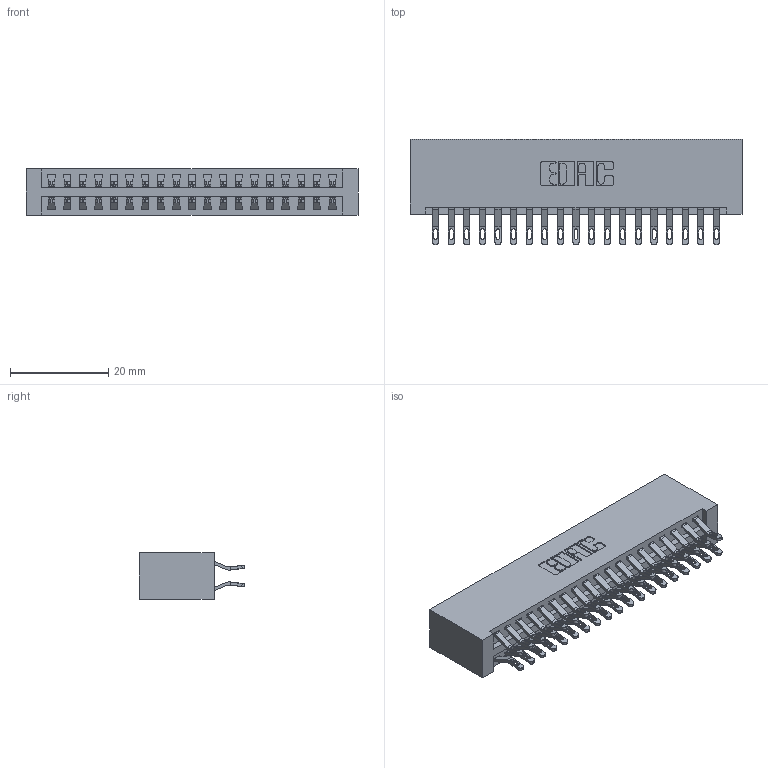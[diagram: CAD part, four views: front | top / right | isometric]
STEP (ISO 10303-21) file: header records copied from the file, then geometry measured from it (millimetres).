
FILE_DESCRIPTION (( 'STEP AP203' ), '1' );
FILE_NAME ('346-038-555-201.STEP', '2022-05-20T00:01:26', ( '' ), ( '' ), 'SwSTEP 2.0', 'SolidWorks 2020', '' );
FILE_SCHEMA (( 'CONFIG_CONTROL_DESIGN' ));
Length unit declared in the file: inch
Products named in the file (3): 345-292-001_555 Tail; 346-038-555-201; 346 Part_No Mounting Lugs
Assembly tree (39 placements, depth 2):
  346-038-555-201
    346 Part_No Mounting Lugs
    345-292-001_555 Tail  x38
Bounding box: 67.56 x 21.46 x 9.4 mm (x, y, z)
Volume: 7093.2 mm3; surface area: 9944.7 mm2
Topology: 39 solids, 39 shells, 2318 faces, 7259 edges, 4838 vertices
Faces by surface type: plane 1326, cylinder 992
Entity records: 15545 total; most frequent: CARTESIAN_POINT 2626, ORIENTED_EDGE 2530, DIRECTION 2329, EDGE_CURVE 1265, VECTOR 1045, LINE 1045, VERTEX_POINT 842, AXIS2_PLACEMENT_3D 642
